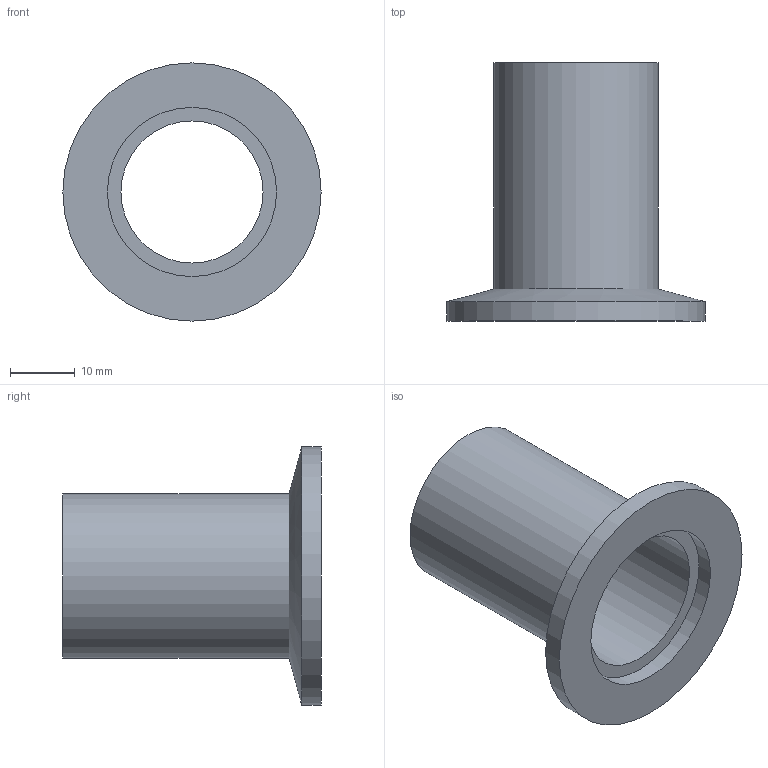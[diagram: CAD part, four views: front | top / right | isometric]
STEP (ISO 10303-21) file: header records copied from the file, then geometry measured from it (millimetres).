
FILE_DESCRIPTION(/* description */ (''),/* implementation_level */ '2;1');
FILE_NAME(/* name */ 'FL-LHN25KF-25.stp',/* time_stamp */ '2018-07-24T16:00:21+01:00',/* author */ ('paul'),/* organization */ (''),/* preprocessor_version */ 'ST-DEVELOPER v17',/* originating_system */ 'Autodesk Inventor 2019',/* authorisation */ '');
FILE_SCHEMA (('AUTOMOTIVE_DESIGN { 1 0 10303 214 3 1 1 }'));
Length unit declared in the file: millimetre
Products named in the file (1): FL-LHN25KF-25
Bounding box: 40 x 40 x 40 mm (x, y, z)
Volume: 7594.2 mm3; surface area: 7750.4 mm2
Topology: 1 solids, 1 shells, 8 faces, 21 edges, 16 vertices
Faces by surface type: cylinder 4, plane 3, cone 1
Full cylindrical faces by diameter (mm): 22 x1, 25.4 x1, 26.2 x1, 40 x1
Entity records: 312 total; most frequent: DIRECTION 55, CARTESIAN_POINT 46, ORIENTED_EDGE 42, AXIS2_PLACEMENT_3D 25, EDGE_CURVE 21, CIRCLE 16, VERTEX_POINT 16, EDGE_LOOP 11
